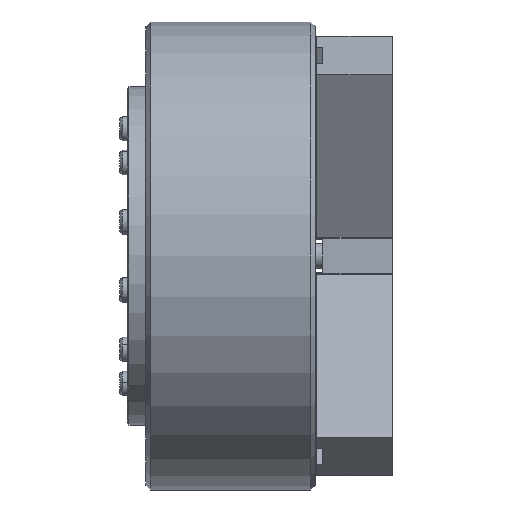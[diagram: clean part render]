
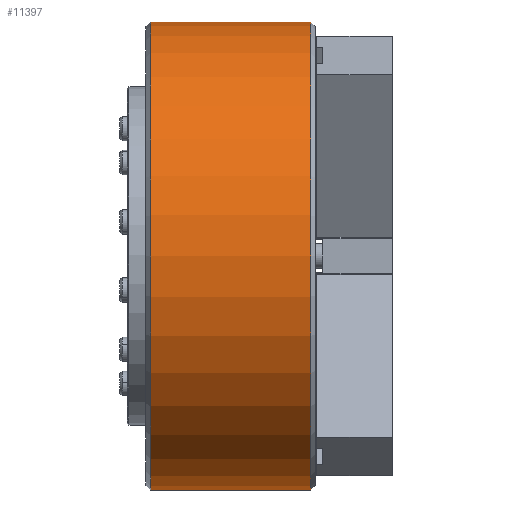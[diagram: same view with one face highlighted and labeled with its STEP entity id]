
A CAD part, front view. The second image highlights one B-rep face of the part: STEP entity #11397.
In plain terms, the highlighted cylindrical face has radius 152 mm (diameter 304 mm), a partial arc.
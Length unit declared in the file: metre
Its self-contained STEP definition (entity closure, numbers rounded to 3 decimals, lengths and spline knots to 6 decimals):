
#471 = VERTEX_POINT ( 'NONE', #18860 ) ;
#660 = DIRECTION ( 'NONE',  ( 0., 0., -1. ) ) ;
#1719 = VECTOR ( 'NONE', #27777, 1. ) ;
#2349 = EDGE_CURVE ( 'NONE', #21833, #27989, #19466, .T. ) ;
#3550 = VECTOR ( 'NONE', #26506, 1. ) ;
#4082 = CARTESIAN_POINT ( 'NONE',  ( 0., 0., 0.152 ) ) ;
#5229 = EDGE_LOOP ( 'NONE', ( #19454, #6146, #10638, #13636 ) ) ;
#6146 = ORIENTED_EDGE ( 'NONE', *, *, #21827, .T. ) ;
#7233 = CARTESIAN_POINT ( 'NONE',  ( -0.003, 0., -0.152 ) ) ;
#7891 = EDGE_CURVE ( 'NONE', #471, #27989, #23967, .T. ) ;
#7905 = LINE ( 'NONE', #24337, #3550 ) ;
#9403 = CARTESIAN_POINT ( 'NONE',  ( -0.003, 0., 0.152 ) ) ;
#9927 = FACE_OUTER_BOUND ( 'NONE', #5229, .T. ) ;
#10638 = ORIENTED_EDGE ( 'NONE', *, *, #10950, .T. ) ;
#10950 = EDGE_CURVE ( 'NONE', #20556, #21833, #7905, .T. ) ;
#11397 = ADVANCED_FACE ( 'NONE', ( #9927 ), #14576, .T. ) ;
#11681 = CARTESIAN_POINT ( 'NONE',  ( -0.107, 0., 0. ) ) ;
#11733 = CIRCLE ( 'NONE', #12882, 0.152 ) ;
#12882 = AXIS2_PLACEMENT_3D ( 'NONE', #11681, #26786, #13876 ) ;
#13075 = AXIS2_PLACEMENT_3D ( 'NONE', #26485, #24316, #660 ) ;
#13636 = ORIENTED_EDGE ( 'NONE', *, *, #2349, .T. ) ;
#13876 = DIRECTION ( 'NONE',  ( 0., 0., 1. ) ) ;
#14576 = CYLINDRICAL_SURFACE ( 'NONE', #13075, 0.152 ) ;
#18860 = CARTESIAN_POINT ( 'NONE',  ( -0.107, 0., 0.152 ) ) ;
#19454 = ORIENTED_EDGE ( 'NONE', *, *, #7891, .F. ) ;
#19466 = CIRCLE ( 'NONE', #24974, 0.152 ) ;
#20556 = VERTEX_POINT ( 'NONE', #26711 ) ;
#21827 = EDGE_CURVE ( 'NONE', #471, #20556, #11733, .T. ) ;
#21833 = VERTEX_POINT ( 'NONE', #7233 ) ;
#23589 = DIRECTION ( 'NONE',  ( 0., 0., -1. ) ) ;
#23775 = DIRECTION ( 'NONE',  ( -1., 0., 0. ) ) ;
#23871 = CARTESIAN_POINT ( 'NONE',  ( -0.003, 0., 0. ) ) ;
#23967 = LINE ( 'NONE', #4082, #1719 ) ;
#24316 = DIRECTION ( 'NONE',  ( 1., 0., 0. ) ) ;
#24337 = CARTESIAN_POINT ( 'NONE',  ( 0., 0., -0.152 ) ) ;
#24974 = AXIS2_PLACEMENT_3D ( 'NONE', #23871, #23775, #23589 ) ;
#26485 = CARTESIAN_POINT ( 'NONE',  ( 0., 0., 0. ) ) ;
#26506 = DIRECTION ( 'NONE',  ( 1., 0., 0. ) ) ;
#26711 = CARTESIAN_POINT ( 'NONE',  ( -0.107, 0., -0.152 ) ) ;
#26786 = DIRECTION ( 'NONE',  ( 1., 0., 0. ) ) ;
#27777 = DIRECTION ( 'NONE',  ( 1., 0., 0. ) ) ;
#27989 = VERTEX_POINT ( 'NONE', #9403 ) ;
